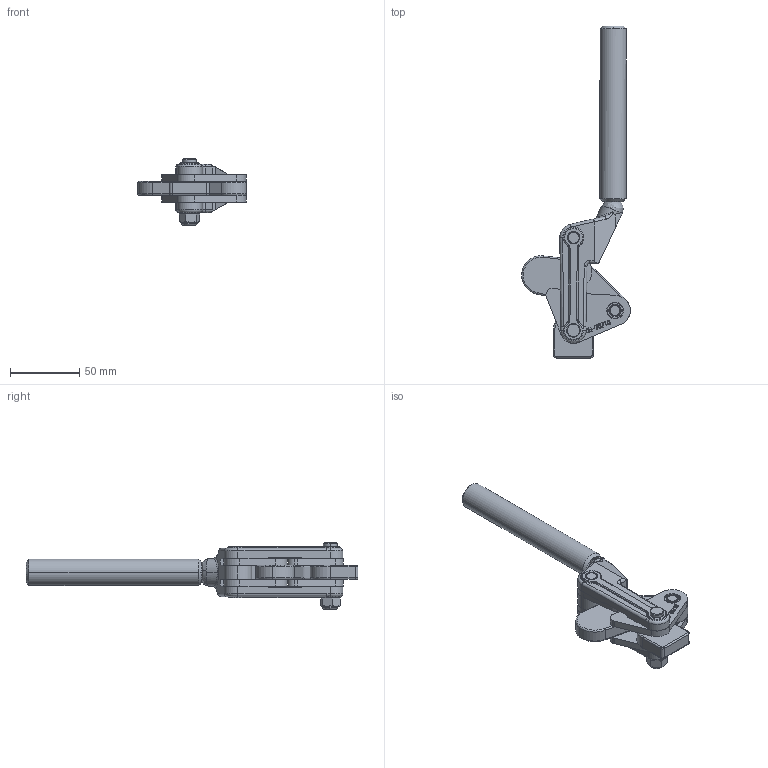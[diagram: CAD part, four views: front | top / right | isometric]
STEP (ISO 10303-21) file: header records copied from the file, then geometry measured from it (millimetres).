
FILE_DESCRIPTION (( 'STEP AP203' ), '1' );
FILE_NAME ('CH-70710.STEP', '2010-06-10T06:40:08', ( '微软用户' ), ( '微软中国' ), 'SwSTEP 2.0', 'SolidWorks 2008', '' );
FILE_SCHEMA (( 'CONFIG_CONTROL_DESIGN' ));
Length unit declared in the file: millimetre
Products named in the file (11): 70710-01_默认; 70720-07_默认; 70710-04_默认; CH-70710; 70710-02_默认; 70710-03_默认; 70720-03_默认; 70720-06_默认; 70720-08_默认; 70720-10_默认; 70720-11_默认
Assembly tree (20 placements, depth 2):
  CH-70710
    70710-03_默认
    70720-07_默认
    70720-06_默认  x8
    70720-08_默认  x2
    70710-04_默认
    70720-11_默认
    70720-10_默认
    70710-01_默认
    70710-02_默认  x2
    70720-03_默认  x2
Bounding box: 78.54 x 240.21 x 48 mm (x, y, z)
Volume: 115141.2 mm3; surface area: 58046.3 mm2
Topology: 21 solids, 21 shells, 2695 faces, 7097 edges, 4670 vertices
Faces by surface type: plane 1641, cylinder 537, bspline 346, cone 107, torus 64
Entity records: 66811 total; most frequent: CARTESIAN_POINT 19958, ORIENTED_EDGE 9742, DIRECTION 9195, EDGE_CURVE 4871, VERTEX_POINT 3206, AXIS2_PLACEMENT_3D 3107, LINE 2981, VECTOR 2981
